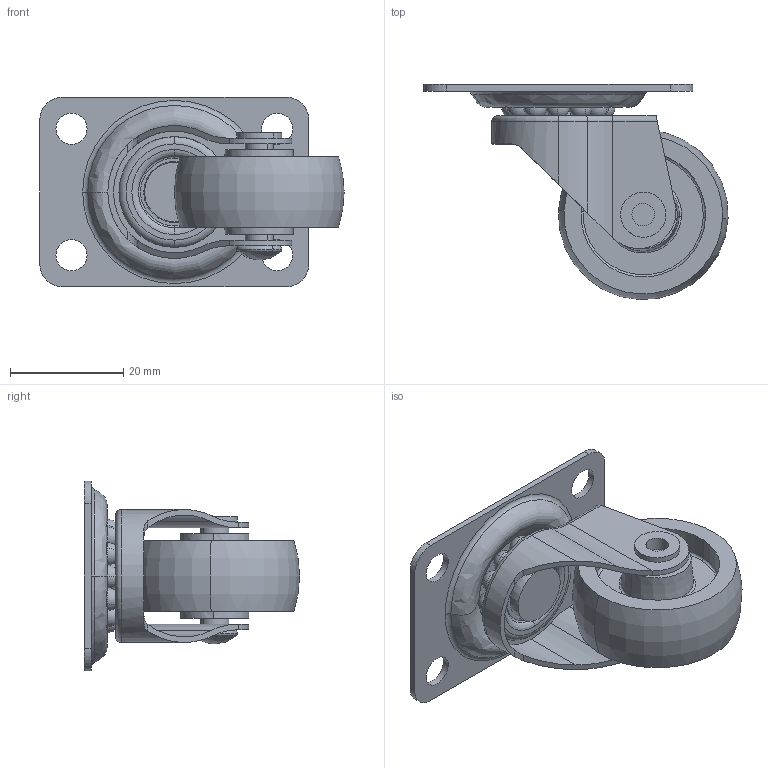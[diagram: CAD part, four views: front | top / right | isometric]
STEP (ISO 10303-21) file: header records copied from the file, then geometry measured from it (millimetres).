
FILE_DESCRIPTION(('STEP AP203'),'1');
FILE_NAME('f25_030.stp','2022-03-28T04:39:21',('TraceParts'),('TraceParts S.A.'),'Spatial InterOp 3D',' ',' ');
FILE_SCHEMA(('CONFIG_CONTROL_DESIGN'));
Length unit declared in the file: millimetre
Products named in the file (1): 1
Bounding box: 53.73 x 37.98 x 33.5 mm (x, y, z)
Volume: 10918.8 mm3; surface area: 11695.7 mm2
Topology: 17 solids, 17 shells, 210 faces, 515 edges, 307 vertices
Faces by surface type: cylinder 52, torus 51, sphere 50, plane 37, cone 16, bspline 4
Entity records: 6408 total; most frequent: CARTESIAN_POINT 1327, DIRECTION 1236, ORIENTED_EDGE 934, AXIS2_PLACEMENT_3D 568, EDGE_CURVE 467, CIRCLE 345, VERTEX_POINT 307, EDGE_LOOP 244
